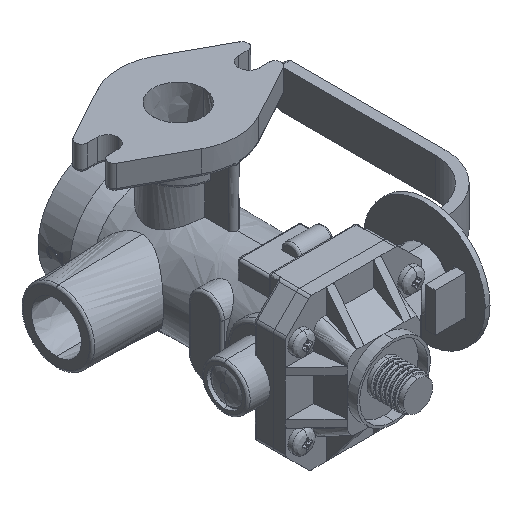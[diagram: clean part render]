
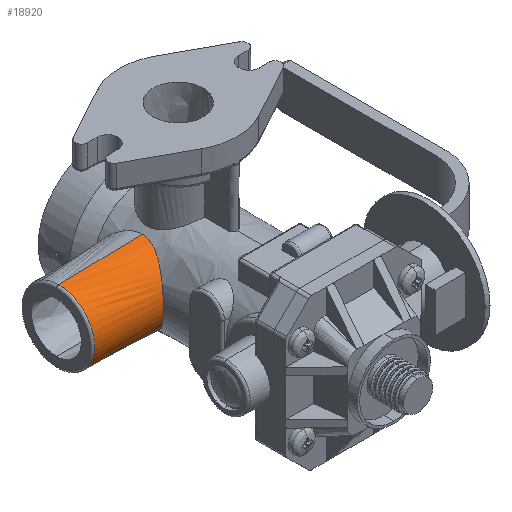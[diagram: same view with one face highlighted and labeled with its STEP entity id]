
A CAD part, isometric view. The second image highlights one B-rep face of the part: STEP entity #18920.
In plain terms, the highlighted free-form (B-spline) face has degree [2, 1] with [5, 2] control points.
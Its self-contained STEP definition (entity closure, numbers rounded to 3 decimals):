
#13564 = VERTEX_POINT('',#13565);
#13565 = CARTESIAN_POINT('',(-56.476,0.,
    -46.405));
#13572 = VERTEX_POINT('',#13573);
#13573 = CARTESIAN_POINT('',(-56.476,0.,-80.309));
#14050 = EDGE_CURVE('',#13564,#14051,#14053,.T.);
#14051 = VERTEX_POINT('',#14052);
#14052 = CARTESIAN_POINT('',(-17.027,0.,
    -45.372));
#14053 = B_SPLINE_CURVE_WITH_KNOTS('',1,(#14054,#14055),.UNSPECIFIED.,
  .F.,.F.,(2,2),(-49.043,-14.786),
  .PIECEWISE_BEZIER_KNOTS.);
#14054 = CARTESIAN_POINT('',(-56.476,0.,
    -46.405));
#14055 = CARTESIAN_POINT('',(-17.027,0.,
    -45.372));
#14108 = VERTEX_POINT('',#14109);
#14109 = CARTESIAN_POINT('',(-17.027,0.,
    -81.342));
#14134 = EDGE_CURVE('',#13572,#14108,#14135,.T.);
#14135 = B_SPLINE_CURVE_WITH_KNOTS('',1,(#14136,#14137),.UNSPECIFIED.,
  .F.,.F.,(2,2),(-49.043,-14.786),
  .PIECEWISE_BEZIER_KNOTS.);
#14136 = CARTESIAN_POINT('',(-56.476,0.,-80.309));
#14137 = CARTESIAN_POINT('',(-17.027,0.,-81.342));
#14796 = EDGE_CURVE('',#14108,#14051,#14797,.T.);
#14797 = B_SPLINE_CURVE_WITH_KNOTS('',3,(#14798,#14799,#14800,#14801,
    #14802,#14803,#14804,#14805,#14806,#14807,#14808,#14809,#14810,
    #14811,#14812,#14813,#14814,#14815,#14816,#14817,#14818,#14819,
    #14820,#14821,#14822,#14823,#14824,#14825,#14826,#14827,#14828,
    #14829,#14830,#14831,#14832,#14833,#14834,#14835,#14836,#14837,
    #14838,#14839,#14840,#14841,#14842,#14843,#14844,#14845,#14846,
    #14847,#14848,#14849,#14850,#14851,#14852,#14853,#14854,#14855),
  .UNSPECIFIED.,.F.,.F.,(4,2,2,2,2,2,2,2,2,2,2,2,2,2,2,2,2,2,2,2,2,2,2,2
    ,2,2,2,2,4),(0.017,0.019,
    0.021,0.022,0.024,
    0.027,0.029,0.03,
    0.033,0.035,0.036,
    0.038,0.04,0.043,
    0.044,0.046,0.048,
    0.049,0.052,0.054,
    0.055,0.057,0.059,
    0.062,0.063,0.065,
    0.066,0.067,0.068),
  .UNSPECIFIED.);
#14798 = CARTESIAN_POINT('',(-17.027,0.,
    -81.342));
#14799 = CARTESIAN_POINT('',(-17.027,-0.607,
    -81.342));
#14800 = CARTESIAN_POINT('',(-17.061,-1.214,
    -81.311));
#14801 = CARTESIAN_POINT('',(-17.193,-2.425,
    -81.184));
#14802 = CARTESIAN_POINT('',(-17.293,-3.031,
    -81.088));
#14803 = CARTESIAN_POINT('',(-17.543,-4.205,
    -80.84));
#14804 = CARTESIAN_POINT('',(-17.694,-4.778,
    -80.688));
#14805 = CARTESIAN_POINT('',(-18.038,-5.898,
    -80.33));
#14806 = CARTESIAN_POINT('',(-18.232,-6.448,
    -80.123));
#14807 = CARTESIAN_POINT('',(-18.85,-8.039,
    -79.434));
#14808 = CARTESIAN_POINT('',(-19.31,-9.024,
    -78.886));
#14809 = CARTESIAN_POINT('',(-20.025,-10.411,
    -77.937));
#14810 = CARTESIAN_POINT('',(-20.267,-10.859,
    -77.599));
#14811 = CARTESIAN_POINT('',(-20.755,-11.725,
    -76.878));
#14812 = CARTESIAN_POINT('',(-21.,-12.142,
    -76.496));
#14813 = CARTESIAN_POINT('',(-21.716,-13.329,
    -75.301));
#14814 = CARTESIAN_POINT('',(-22.177,-14.045,
    -74.433));
#14815 = CARTESIAN_POINT('',(-22.814,-15.005,
    -73.011));
#14816 = CARTESIAN_POINT('',(-23.018,-15.308,
    -72.515));
#14817 = CARTESIAN_POINT('',(-23.401,-15.866,
    -71.488));
#14818 = CARTESIAN_POINT('',(-23.578,-16.12,
    -70.96));
#14819 = CARTESIAN_POINT('',(-23.9,-16.579,
    -69.878));
#14820 = CARTESIAN_POINT('',(-24.045,-16.783,
    -69.323));
#14821 = CARTESIAN_POINT('',(-24.299,-17.138,
    -68.184));
#14822 = CARTESIAN_POINT('',(-24.409,-17.29,
    -67.596));
#14823 = CARTESIAN_POINT('',(-24.675,-17.658,
    -65.806));
#14824 = CARTESIAN_POINT('',(-24.766,-17.781,
    -64.6));
#14825 = CARTESIAN_POINT('',(-24.767,-17.783,
    -62.773));
#14826 = CARTESIAN_POINT('',(-24.745,-17.753,
    -62.158));
#14827 = CARTESIAN_POINT('',(-24.656,-17.63,
    -60.935));
#14828 = CARTESIAN_POINT('',(-24.589,-17.539,
    -60.333));
#14829 = CARTESIAN_POINT('',(-24.414,-17.298,
    -59.151));
#14830 = CARTESIAN_POINT('',(-24.307,-17.149,
    -58.569));
#14831 = CARTESIAN_POINT('',(-24.053,-16.794,
    -57.425));
#14832 = CARTESIAN_POINT('',(-23.906,-16.588,
    -56.859));
#14833 = CARTESIAN_POINT('',(-23.421,-15.897,
    -55.223));
#14834 = CARTESIAN_POINT('',(-23.037,-15.342,
    -54.205));
#14835 = CARTESIAN_POINT('',(-22.397,-14.378,
    -52.772));
#14836 = CARTESIAN_POINT('',(-22.172,-14.034,
    -52.311));
#14837 = CARTESIAN_POINT('',(-21.713,-13.312,
    -51.433));
#14838 = CARTESIAN_POINT('',(-21.478,-12.934,
    -51.016));
#14839 = CARTESIAN_POINT('',(-21.,-12.143,
    -50.219));
#14840 = CARTESIAN_POINT('',(-20.758,-11.73,
    -49.841));
#14841 = CARTESIAN_POINT('',(-20.272,-10.867,
    -49.122));
#14842 = CARTESIAN_POINT('',(-20.026,-10.415,
    -48.779));
#14843 = CARTESIAN_POINT('',(-19.306,-9.017,
    -47.823));
#14844 = CARTESIAN_POINT('',(-18.848,-8.033,
    -47.278));
#14845 = CARTESIAN_POINT('',(-18.236,-6.46,
    -46.596));
#14846 = CARTESIAN_POINT('',(-18.046,-5.92,
    -46.392));
#14847 = CARTESIAN_POINT('',(-17.701,-4.801,
    -46.033));
#14848 = CARTESIAN_POINT('',(-17.547,-4.218,
    -45.877));
#14849 = CARTESIAN_POINT('',(-17.295,-3.042,
    -45.628));
#14850 = CARTESIAN_POINT('',(-17.196,-2.446,
    -45.533));
#14851 = CARTESIAN_POINT('',(-17.096,-1.538,
    -45.437));
#14852 = CARTESIAN_POINT('',(-17.07,-1.233,
    -45.413));
#14853 = CARTESIAN_POINT('',(-17.036,-0.62,
    -45.38));
#14854 = CARTESIAN_POINT('',(-17.027,-0.309,
    -45.372));
#14855 = CARTESIAN_POINT('',(-17.027,0.,
    -45.372));
#18920 = ADVANCED_FACE('',(#18921),#18934,.T.);
#18921 = FACE_BOUND('',#18922,.T.);
#18922 = EDGE_LOOP('',(#18923,#18924,#18932,#18933));
#18923 = ORIENTED_EDGE('',*,*,#14050,.F.);
#18924 = ORIENTED_EDGE('',*,*,#18925,.T.);
#18925 = EDGE_CURVE('',#13564,#13572,#18926,.T.);
#18926 = ( BOUNDED_CURVE() B_SPLINE_CURVE(2,(#18927,#18928,#18929,#18930
,#18931),.UNSPECIFIED.,.F.,.F.) B_SPLINE_CURVE_WITH_KNOTS((3,2,3),(
    3.142,4.712,6.283),
.PIECEWISE_BEZIER_KNOTS.) CURVE() GEOMETRIC_REPRESENTATION_ITEM() 
RATIONAL_B_SPLINE_CURVE((1.,0.707,1.,0.707,1.)) 
REPRESENTATION_ITEM('') );
#18927 = CARTESIAN_POINT('',(-56.476,0.,
    -46.405));
#18928 = CARTESIAN_POINT('',(-56.476,-16.952,
    -46.405));
#18929 = CARTESIAN_POINT('',(-56.476,-16.952,
    -63.357));
#18930 = CARTESIAN_POINT('',(-56.476,-16.952,
    -80.309));
#18931 = CARTESIAN_POINT('',(-56.476,0.,
    -80.309));
#18932 = ORIENTED_EDGE('',*,*,#14134,.T.);
#18933 = ORIENTED_EDGE('',*,*,#14796,.T.);
#18934 = ( BOUNDED_SURFACE() B_SPLINE_SURFACE(2,1,(
    (#18935,#18936)
    ,(#18937,#18938)
    ,(#18939,#18940)
    ,(#18941,#18942)
    ,(#18943,#18944
)),.UNSPECIFIED.,.F.,.F.,.F.) B_SPLINE_SURFACE_WITH_KNOTS((3,2,3),(2,2),
  (3.142,4.712,6.283),(-49.043,
    -14.786),.PIECEWISE_BEZIER_KNOTS.) 
GEOMETRIC_REPRESENTATION_ITEM() RATIONAL_B_SPLINE_SURFACE((
    (1.,1.)
    ,(0.707,0.707)
    ,(1.,1.)
    ,(0.707,0.707)
,(1.,1.))) REPRESENTATION_ITEM('') SURFACE() );
#18935 = CARTESIAN_POINT('',(-56.476,0.,
    -46.405));
#18936 = CARTESIAN_POINT('',(-17.027,0.,
    -45.372));
#18937 = CARTESIAN_POINT('',(-56.476,-16.952,
    -46.405));
#18938 = CARTESIAN_POINT('',(-17.027,-17.985,
    -45.372));
#18939 = CARTESIAN_POINT('',(-56.476,-16.952,
    -63.357));
#18940 = CARTESIAN_POINT('',(-17.027,-17.985,
    -63.357));
#18941 = CARTESIAN_POINT('',(-56.476,-16.952,
    -80.309));
#18942 = CARTESIAN_POINT('',(-17.027,-17.985,
    -81.342));
#18943 = CARTESIAN_POINT('',(-56.476,0.,
    -80.309));
#18944 = CARTESIAN_POINT('',(-17.027,0.,
    -81.342));
